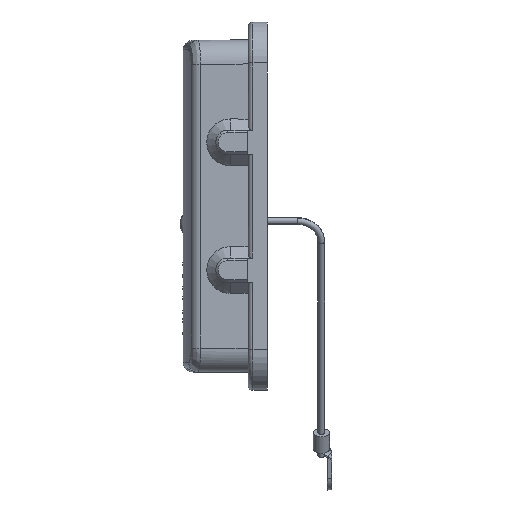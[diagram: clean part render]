
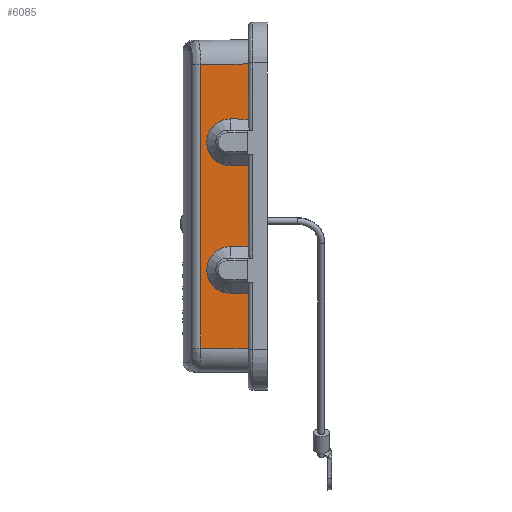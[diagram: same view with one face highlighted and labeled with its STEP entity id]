
A CAD part, front view. The second image highlights one B-rep face of the part: STEP entity #6085.
In plain terms, the highlighted planar face has unit normal (-0.009, -1, 0).
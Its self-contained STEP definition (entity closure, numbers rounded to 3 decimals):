
#499=DIRECTION('',(0.,0.,-1.));
#500=VECTOR('',#499,58.828);
#501=CARTESIAN_POINT('',(3.634,-19.914,29.414));
#502=LINE('',#501,#500);
#887=DIRECTION('',(0.,0.,-1.));
#888=VECTOR('',#887,11.433);
#889=CARTESIAN_POINT('',(13.5,-20.,-18.067));
#890=LINE('',#889,#888);
#891=DIRECTION('',(-1.,0.009,0.009));
#892=VECTOR('',#891,9.867);
#893=CARTESIAN_POINT('',(13.5,-20.,-29.5));
#894=LINE('',#893,#892);
#895=DIRECTION('',(1.,-0.009,0.009));
#896=VECTOR('',#895,9.867);
#897=CARTESIAN_POINT('',(3.634,-19.914,29.414));
#898=LINE('',#897,#896);
#899=DIRECTION('',(0.,0.,-1.));
#900=VECTOR('',#899,11.433);
#901=CARTESIAN_POINT('',(13.5,-20.,29.5));
#902=LINE('',#901,#900);
#903=DIRECTION('',(-1.,0.009,0.008));
#904=VECTOR('',#903,3.7);
#905=CARTESIAN_POINT('',(13.5,-20.,18.067));
#906=LINE('',#905,#904);
#907=CARTESIAN_POINT('',(9.8,-19.968,18.098));
#908=CARTESIAN_POINT('',(9.454,-19.965,18.101));
#909=CARTESIAN_POINT('',(8.779,-19.959,18.034));
#910=CARTESIAN_POINT('',(7.798,-19.95,17.724));
#911=CARTESIAN_POINT('',(6.906,-19.942,17.213));
#912=CARTESIAN_POINT('',(6.15,-19.936,16.54));
#913=CARTESIAN_POINT('',(5.542,-19.931,15.714));
#914=CARTESIAN_POINT('',(5.119,-19.927,14.776));
#915=CARTESIAN_POINT('',(4.903,-19.925,13.771));
#916=CARTESIAN_POINT('',(4.901,-19.925,12.744));
#917=CARTESIAN_POINT('',(5.114,-19.927,11.741));
#918=CARTESIAN_POINT('',(5.531,-19.93,10.805));
#919=CARTESIAN_POINT('',(6.135,-19.936,9.976));
#920=CARTESIAN_POINT('',(6.891,-19.942,9.297));
#921=CARTESIAN_POINT('',(7.787,-19.95,8.781));
#922=CARTESIAN_POINT('',(8.774,-19.959,8.466));
#923=CARTESIAN_POINT('',(9.453,-19.965,8.399));
#924=CARTESIAN_POINT('',(9.8,-19.968,8.402));
#926=DIRECTION('',(1.,-0.009,0.008));
#927=VECTOR('',#926,3.7);
#928=CARTESIAN_POINT('',(9.8,-19.968,8.402));
#929=LINE('',#928,#927);
#930=DIRECTION('',(0.,0.,-1.));
#931=VECTOR('',#930,16.866);
#932=CARTESIAN_POINT('',(13.5,-20.,8.433));
#933=LINE('',#932,#931);
#934=DIRECTION('',(-1.,0.009,0.008));
#935=VECTOR('',#934,3.7);
#936=CARTESIAN_POINT('',(13.5,-20.,-8.433));
#937=LINE('',#936,#935);
#938=CARTESIAN_POINT('',(9.8,-19.968,-8.402));
#939=CARTESIAN_POINT('',(9.454,-19.965,-8.399));
#940=CARTESIAN_POINT('',(8.779,-19.959,-8.466));
#941=CARTESIAN_POINT('',(7.798,-19.95,-8.776));
#942=CARTESIAN_POINT('',(6.906,-19.942,-9.287));
#943=CARTESIAN_POINT('',(6.15,-19.936,-9.96));
#944=CARTESIAN_POINT('',(5.542,-19.931,-10.786));
#945=CARTESIAN_POINT('',(5.119,-19.927,-11.724));
#946=CARTESIAN_POINT('',(4.903,-19.925,-12.729));
#947=CARTESIAN_POINT('',(4.901,-19.925,-13.756));
#948=CARTESIAN_POINT('',(5.114,-19.927,-14.759));
#949=CARTESIAN_POINT('',(5.531,-19.93,-15.695));
#950=CARTESIAN_POINT('',(6.135,-19.936,-16.524));
#951=CARTESIAN_POINT('',(6.891,-19.942,-17.203));
#952=CARTESIAN_POINT('',(7.787,-19.95,-17.719));
#953=CARTESIAN_POINT('',(8.774,-19.959,-18.034));
#954=CARTESIAN_POINT('',(9.453,-19.965,-18.101));
#955=CARTESIAN_POINT('',(9.8,-19.968,-18.098));
#957=DIRECTION('',(1.,-0.009,0.008));
#958=VECTOR('',#957,3.7);
#959=CARTESIAN_POINT('',(9.8,-19.968,-18.098));
#960=LINE('',#959,#958);
#4327=CARTESIAN_POINT('',(3.634,-19.914,29.414));
#4328=VERTEX_POINT('',#4327);
#4329=CARTESIAN_POINT('',(3.634,-19.914,
-29.414));
#4330=VERTEX_POINT('',#4329);
#4437=CARTESIAN_POINT('',(9.8,-19.968,
-18.098));
#4439=VERTEX_POINT('',#4437);
#4440=CARTESIAN_POINT('',(13.5,-20.,-18.067));
#4441=VERTEX_POINT('',#4440);
#4444=VERTEX_POINT('',#938);
#4465=CARTESIAN_POINT('',(13.5,-20.,-8.433));
#4466=VERTEX_POINT('',#4465);
#4469=CARTESIAN_POINT('',(13.5,-20.,-29.5));
#4470=VERTEX_POINT('',#4469);
#4471=CARTESIAN_POINT('',(13.5,-20.,29.5));
#4472=VERTEX_POINT('',#4471);
#4473=CARTESIAN_POINT('',(13.5,-20.,18.067));
#4474=VERTEX_POINT('',#4473);
#4475=CARTESIAN_POINT('',(9.8,-19.968,18.098));
#4476=VERTEX_POINT('',#4475);
#4477=VERTEX_POINT('',#924);
#4478=CARTESIAN_POINT('',(13.5,-20.,8.433));
#4479=VERTEX_POINT('',#4478);
#6058=CARTESIAN_POINT('',(13.5,-20.,8.433));
#6059=DIRECTION('',(-0.009,-1.,0.));
#6060=DIRECTION('',(1.,-0.009,0.));
#6061=AXIS2_PLACEMENT_3D('',#6058,#6059,#6060);
#6062=PLANE('',#6061);
#6064=ORIENTED_EDGE('',*,*,#6063,.T.);
#6066=ORIENTED_EDGE('',*,*,#6065,.T.);
#6067=ORIENTED_EDGE('',*,*,#5476,.F.);
#6069=ORIENTED_EDGE('',*,*,#6068,.T.);
#6071=ORIENTED_EDGE('',*,*,#6070,.T.);
#6073=ORIENTED_EDGE('',*,*,#6072,.T.);
#6075=ORIENTED_EDGE('',*,*,#6074,.T.);
#6077=ORIENTED_EDGE('',*,*,#6076,.T.);
#6079=ORIENTED_EDGE('',*,*,#6078,.T.);
#6080=ORIENTED_EDGE('',*,*,#6049,.T.);
#6081=ORIENTED_EDGE('',*,*,#5953,.T.);
#6082=ORIENTED_EDGE('',*,*,#5938,.T.);
#6083=EDGE_LOOP('',(#6064,#6066,#6067,#6069,#6071,#6073,#6075,#6077,#6079,#6080,
#6081,#6082));
#6084=FACE_OUTER_BOUND('',#6083,.F.);
#925=B_SPLINE_CURVE_WITH_KNOTS('',3,(#907,#908,#909,#910,#911,#912,#913,#914,
#915,#916,#917,#918,#919,#920,#921,#922,#923,#924),.UNSPECIFIED.,.F.,.F.,(4,1,1,
1,1,1,1,1,1,1,1,1,1,1,1,4),(0.,0.067,0.133,0.2,
0.267,0.333,0.4,0.467,0.533,
0.6,0.667,0.733,0.8,0.867,
0.933,1.),.UNSPECIFIED.);
#956=B_SPLINE_CURVE_WITH_KNOTS('',3,(#938,#939,#940,#941,#942,#943,#944,#945,
#946,#947,#948,#949,#950,#951,#952,#953,#954,#955),.UNSPECIFIED.,.F.,.F.,(4,1,1,
1,1,1,1,1,1,1,1,1,1,1,1,4),(0.,0.067,0.133,0.2,
0.267,0.333,0.4,0.467,0.533,
0.6,0.667,0.733,0.8,0.867,
0.933,1.),.UNSPECIFIED.);
#5476=EDGE_CURVE('',#4328,#4330,#502,.T.);
#5938=EDGE_CURVE('',#4439,#4441,#960,.T.);
#5953=EDGE_CURVE('',#4444,#4439,#956,.T.);
#6049=EDGE_CURVE('',#4466,#4444,#937,.T.);
#6063=EDGE_CURVE('',#4441,#4470,#890,.T.);
#6065=EDGE_CURVE('',#4470,#4330,#894,.T.);
#6068=EDGE_CURVE('',#4328,#4472,#898,.T.);
#6070=EDGE_CURVE('',#4472,#4474,#902,.T.);
#6072=EDGE_CURVE('',#4474,#4476,#906,.T.);
#6074=EDGE_CURVE('',#4476,#4477,#925,.T.);
#6076=EDGE_CURVE('',#4477,#4479,#929,.T.);
#6078=EDGE_CURVE('',#4479,#4466,#933,.T.);
#6085=ADVANCED_FACE('',(#6084),#6062,.T.);
